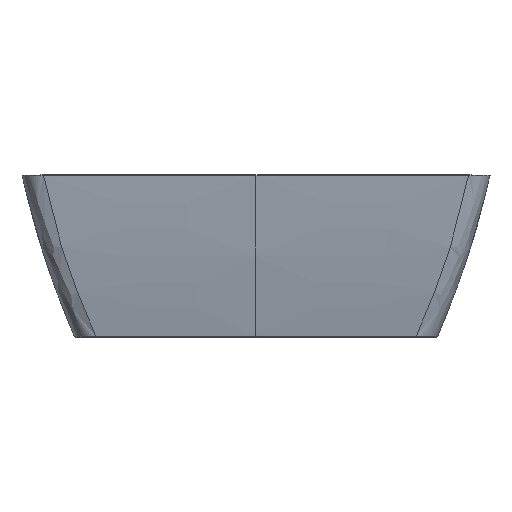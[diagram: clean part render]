
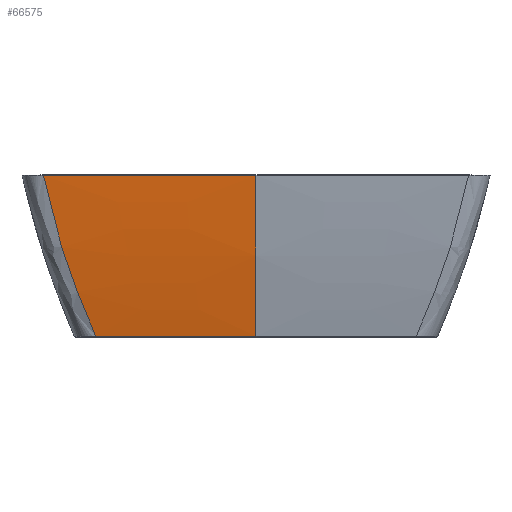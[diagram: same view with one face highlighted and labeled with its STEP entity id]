
A CAD part, top view. The second image highlights one B-rep face of the part: STEP entity #66575.
In plain terms, the highlighted free-form (B-spline) face has degree [5, 3] with [7, 4] control points.
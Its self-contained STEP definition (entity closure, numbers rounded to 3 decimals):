
#18159=CARTESIAN_POINT('',(-614.064,-617.666,
296.532));
#18316=CARTESIAN_POINT('',(-814.751,-1.251,
396.876));
#18317=CARTESIAN_POINT('',(-810.102,-24.685,
394.551));
#18318=CARTESIAN_POINT('',(-785.584,-139.968,
382.292));
#18319=CARTESIAN_POINT('',(-727.127,-346.3,
353.064));
#18320=CARTESIAN_POINT('',(-655.081,-527.59,
317.041));
#18321=CARTESIAN_POINT('',(-614.064,-617.666,
296.532));
#18611=DIRECTION('',(-1.,0.,0.));
#18612=VECTOR('',#18611,614.064);
#18613=CARTESIAN_POINT('',(0.,-617.666,
296.532));
#18614=LINE('',#18613,#18612);
#18618=DIRECTION('',(1.,0.,0.));
#18619=VECTOR('',#18618,364.751);
#18620=CARTESIAN_POINT('',(-814.751,-1.251,
396.876));
#18621=LINE('',#18620,#18619);
#18625=DIRECTION('',(1.,0.,0.));
#18626=VECTOR('',#18625,450.);
#18627=CARTESIAN_POINT('',(-450.,-1.244,
396.876));
#18628=LINE('',#18627,#18626);
#18632=CARTESIAN_POINT('',(0.,-617.666,
296.532));
#18633=CARTESIAN_POINT('',(0.,-527.59,
317.041));
#18634=CARTESIAN_POINT('',(0.,-346.3,353.064));
#18635=CARTESIAN_POINT('',(0.,-139.965,382.292));
#18636=CARTESIAN_POINT('',(0.,-24.678,394.552));
#18637=CARTESIAN_POINT('',(0.,-1.241,396.877));
#20127=CARTESIAN_POINT('',(0.,-1.241,396.877));
#20128=VERTEX_POINT('',#20127);
#20130=CARTESIAN_POINT('',(-450.,-1.244,
396.876));
#20131=VERTEX_POINT('',#20130);
#20133=CARTESIAN_POINT('',(-814.751,-1.251,
396.876));
#20134=VERTEX_POINT('',#20133);
#20219=VERTEX_POINT('',#18159);
#20221=CARTESIAN_POINT('',(0.,-617.666,
296.532));
#20222=VERTEX_POINT('',#20221);
#66537=CARTESIAN_POINT('',(-617.502,-623.526,
295.194));
#66538=CARTESIAN_POINT('',(-409.63,-623.526,
295.194));
#66539=CARTESIAN_POINT('',(-201.758,-623.526,
295.194));
#66540=CARTESIAN_POINT('',(6.114,-623.526,
295.194));
#66541=CARTESIAN_POINT('',(-668.019,-514.292,
320.203));
#66542=CARTESIAN_POINT('',(-443.142,-514.292,
320.203));
#66543=CARTESIAN_POINT('',(-218.264,-514.292,
320.203));
#66544=CARTESIAN_POINT('',(6.614,-514.292,
320.203));
#66545=CARTESIAN_POINT('',(-718.442,-389.264,
345.165));
#66546=CARTESIAN_POINT('',(-476.59,-389.264,
345.165));
#66547=CARTESIAN_POINT('',(-234.739,-389.264,
345.165));
#66548=CARTESIAN_POINT('',(7.113,-389.264,
345.165));
#66549=CARTESIAN_POINT('',(-760.801,-263.477,
366.134));
#66550=CARTESIAN_POINT('',(-504.69,-263.477,
366.134));
#66551=CARTESIAN_POINT('',(-248.579,-263.477,
366.134));
#66552=CARTESIAN_POINT('',(7.533,-263.477,
366.134));
#66553=CARTESIAN_POINT('',(-795.038,-137.102,
383.083));
#66554=CARTESIAN_POINT('',(-527.401,-137.102,
383.083));
#66555=CARTESIAN_POINT('',(-259.765,-137.102,
383.083));
#66556=CARTESIAN_POINT('',(7.872,-137.102,
383.083));
#66557=CARTESIAN_POINT('',(-821.115,-10.311,
395.992));
#66558=CARTESIAN_POINT('',(-544.7,-10.311,
395.992));
#66559=CARTESIAN_POINT('',(-268.285,-10.311,
395.992));
#66560=CARTESIAN_POINT('',(8.13,-10.311,
395.992));
#66561=CARTESIAN_POINT('',(-824.144,5.002,
397.492));
#66562=CARTESIAN_POINT('',(-546.709,5.002,
397.492));
#66563=CARTESIAN_POINT('',(-269.275,5.002,
397.492));
#66564=CARTESIAN_POINT('',(8.16,5.002,397.492));
#66565=B_SPLINE_SURFACE_WITH_KNOTS('',5,3,((#66537,#66538,#66539,#66540),
(#66541,#66542,#66543,#66544),(#66545,#66546,#66547,#66548),(#66549,#66550,
#66551,#66552),(#66553,#66554,#66555,#66556),(#66557,#66558,#66559,#66560),(
#66561,#66562,#66563,#66564)),.UNSPECIFIED.,.F.,.F.,.F.,(6,1,6),(4,4),(
-0.006,0.9,1.024),(-0.01,
1.01),.UNSPECIFIED.);
#66567=ORIENTED_EDGE('',*,*,#66566,.T.);
#66568=ORIENTED_EDGE('',*,*,#65549,.F.);
#66569=ORIENTED_EDGE('',*,*,#31663,.T.);
#66570=ORIENTED_EDGE('',*,*,#31714,.T.);
#66572=ORIENTED_EDGE('',*,*,#66571,.F.);
#66573=EDGE_LOOP('',(#66567,#66568,#66569,#66570,#66572));
#66574=FACE_OUTER_BOUND('',#66573,.F.);
#18322=B_SPLINE_CURVE_WITH_KNOTS('',3,(#18316,#18317,#18318,#18319,#18320,
#18321),.UNSPECIFIED.,.F.,.F.,(4,1,1,4),(0.,0.113,
0.557,1.),.UNSPECIFIED.);
#18638=B_SPLINE_CURVE_WITH_KNOTS('',3,(#18632,#18633,#18634,#18635,#18636,
#18637),.UNSPECIFIED.,.F.,.F.,(4,1,1,4),(0.,0.443,
0.887,1.),.UNSPECIFIED.);
#31663=EDGE_CURVE('',#20134,#20131,#18621,.T.);
#31714=EDGE_CURVE('',#20131,#20128,#18628,.T.);
#65549=EDGE_CURVE('',#20134,#20219,#18322,.T.);
#66566=EDGE_CURVE('',#20222,#20219,#18614,.T.);
#66571=EDGE_CURVE('',#20222,#20128,#18638,.T.);
#66575=ADVANCED_FACE('',(#66574),#66565,.F.);
